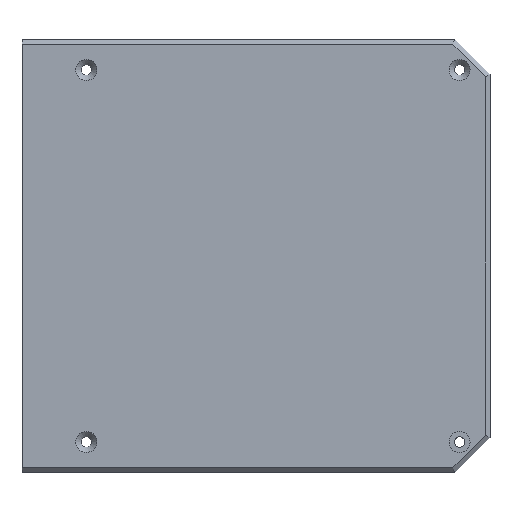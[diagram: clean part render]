
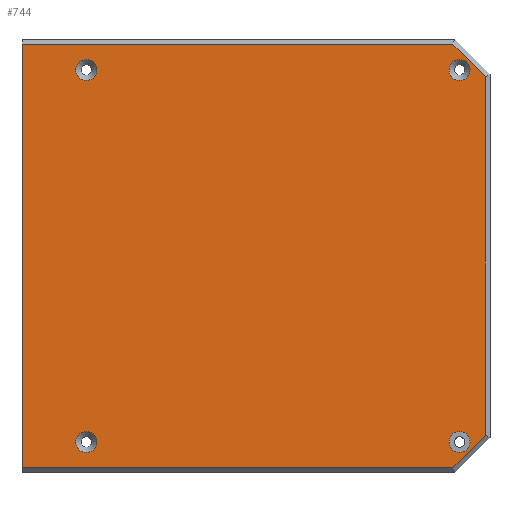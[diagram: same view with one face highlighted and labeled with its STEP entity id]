
A CAD part, top view. The second image highlights one B-rep face of the part: STEP entity #744.
In plain terms, the highlighted planar face has unit normal (0, 0, 1).
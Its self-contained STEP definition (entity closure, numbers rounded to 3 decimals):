
#29=FACE_BOUND('',#119,.T.);
#30=FACE_BOUND('',#120,.T.);
#31=FACE_BOUND('',#121,.T.);
#32=FACE_BOUND('',#122,.T.);
#45=PLANE('',#799);
#67=FACE_OUTER_BOUND('',#118,.T.);
#118=EDGE_LOOP('',(#521,#522,#523,#524,#525,#526));
#119=EDGE_LOOP('',(#527));
#120=EDGE_LOOP('',(#528));
#121=EDGE_LOOP('',(#529));
#122=EDGE_LOOP('',(#530));
#185=LINE('',#1158,#244);
#186=LINE('',#1160,#245);
#187=LINE('',#1162,#246);
#188=LINE('',#1164,#247);
#189=LINE('',#1166,#248);
#190=LINE('',#1167,#249);
#244=VECTOR('',#904,10.);
#245=VECTOR('',#905,10.);
#246=VECTOR('',#906,10.);
#247=VECTOR('',#907,10.);
#248=VECTOR('',#908,10.);
#249=VECTOR('',#909,10.);
#302=CIRCLE('',#797,4.5);
#304=CIRCLE('',#800,4.5);
#305=CIRCLE('',#801,4.5);
#306=CIRCLE('',#802,4.5);
#348=VERTEX_POINT('',#1150);
#350=VERTEX_POINT('',#1156);
#351=VERTEX_POINT('',#1157);
#352=VERTEX_POINT('',#1159);
#353=VERTEX_POINT('',#1161);
#354=VERTEX_POINT('',#1163);
#355=VERTEX_POINT('',#1165);
#356=VERTEX_POINT('',#1168);
#357=VERTEX_POINT('',#1170);
#358=VERTEX_POINT('',#1172);
#412=EDGE_CURVE('',#348,#348,#302,.T.);
#415=EDGE_CURVE('',#350,#351,#185,.T.);
#416=EDGE_CURVE('',#352,#350,#186,.T.);
#417=EDGE_CURVE('',#353,#352,#187,.T.);
#418=EDGE_CURVE('',#354,#353,#188,.T.);
#419=EDGE_CURVE('',#355,#354,#189,.T.);
#420=EDGE_CURVE('',#355,#351,#190,.T.);
#421=EDGE_CURVE('',#356,#356,#304,.T.);
#422=EDGE_CURVE('',#357,#357,#305,.T.);
#423=EDGE_CURVE('',#358,#358,#306,.T.);
#521=ORIENTED_EDGE('',*,*,#415,.F.);
#522=ORIENTED_EDGE('',*,*,#416,.F.);
#523=ORIENTED_EDGE('',*,*,#417,.F.);
#524=ORIENTED_EDGE('',*,*,#418,.F.);
#525=ORIENTED_EDGE('',*,*,#419,.F.);
#526=ORIENTED_EDGE('',*,*,#420,.T.);
#527=ORIENTED_EDGE('',*,*,#421,.F.);
#528=ORIENTED_EDGE('',*,*,#422,.F.);
#529=ORIENTED_EDGE('',*,*,#423,.F.);
#530=ORIENTED_EDGE('',*,*,#412,.F.);
#744=ADVANCED_FACE('',(#67,#29,#30,#31,#32),#45,.T.);
#797=AXIS2_PLACEMENT_3D('',#1151,#897,#898);
#799=AXIS2_PLACEMENT_3D('',#1155,#902,#903);
#800=AXIS2_PLACEMENT_3D('',#1169,#910,#911);
#801=AXIS2_PLACEMENT_3D('',#1171,#912,#913);
#802=AXIS2_PLACEMENT_3D('',#1173,#914,#915);
#897=DIRECTION('center_axis',(0.,0.,1.));
#898=DIRECTION('ref_axis',(-1.,0.,0.));
#902=DIRECTION('center_axis',(0.,0.,1.));
#903=DIRECTION('ref_axis',(-1.,0.,0.));
#904=DIRECTION('',(-1.,0.,0.));
#905=DIRECTION('',(-0.707,-0.707,0.));
#906=DIRECTION('',(0.,-1.,0.));
#907=DIRECTION('',(0.707,-0.707,0.));
#908=DIRECTION('',(1.,0.,0.));
#909=DIRECTION('',(0.,-1.,0.));
#910=DIRECTION('center_axis',(0.,0.,1.));
#911=DIRECTION('ref_axis',(-1.,0.,0.));
#912=DIRECTION('center_axis',(0.,0.,1.));
#913=DIRECTION('ref_axis',(-1.,0.,0.));
#914=DIRECTION('center_axis',(0.,0.,1.));
#915=DIRECTION('ref_axis',(-1.,0.,0.));
#1150=CARTESIAN_POINT('',(386.5,13.,150.));
#1151=CARTESIAN_POINT('Origin',(382.,13.,150.));
#1155=CARTESIAN_POINT('Origin',(295.,92.5,150.));
#1156=CARTESIAN_POINT('',(379.172,2.,150.));
#1157=CARTESIAN_POINT('',(195.,2.,150.));
#1158=CARTESIAN_POINT('',(245.,2.,150.));
#1159=CARTESIAN_POINT('',(393.,15.828,150.));
#1160=CARTESIAN_POINT('',(384.211,7.039,150.));
#1161=CARTESIAN_POINT('',(393.,169.172,150.));
#1162=CARTESIAN_POINT('',(393.,46.25,150.));
#1163=CARTESIAN_POINT('',(379.172,183.,150.));
#1164=CARTESIAN_POINT('',(384.211,177.961,150.));
#1165=CARTESIAN_POINT('',(195.,183.,150.));
#1166=CARTESIAN_POINT('',(345.,183.,150.));
#1167=CARTESIAN_POINT('',(195.,185.,150.));
#1168=CARTESIAN_POINT('',(227.,13.,150.));
#1169=CARTESIAN_POINT('Origin',(222.5,13.,150.));
#1170=CARTESIAN_POINT('',(227.,172.,150.));
#1171=CARTESIAN_POINT('Origin',(222.5,172.,150.));
#1172=CARTESIAN_POINT('',(386.5,172.,150.));
#1173=CARTESIAN_POINT('Origin',(382.,172.,150.));
